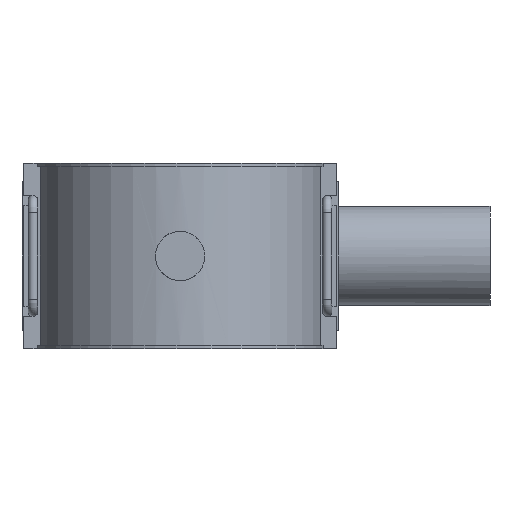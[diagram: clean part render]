
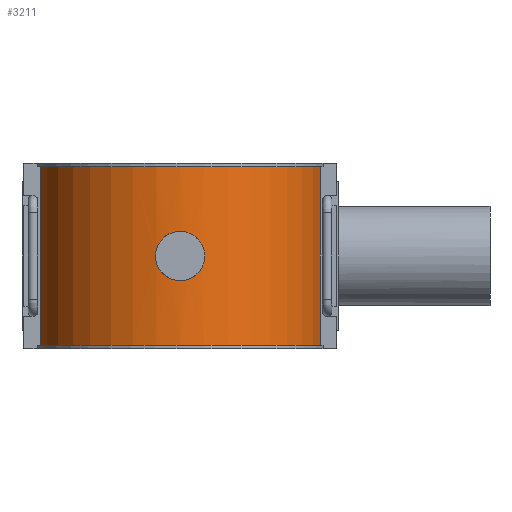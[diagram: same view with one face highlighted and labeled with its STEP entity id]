
A CAD part, front view. The second image highlights one B-rep face of the part: STEP entity #3211.
In plain terms, the highlighted cylindrical face has radius 91.2 mm (diameter 182.4 mm), a partial arc.
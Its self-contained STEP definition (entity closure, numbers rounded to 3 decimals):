
#248=LINE('',#5858,#533);
#249=LINE('',#5861,#534);
#533=VECTOR('',#4149,113.28);
#534=VECTOR('',#4152,113.28);
#761=FACE_BOUND('',#1176,.T.);
#815=B_SPLINE_CURVE_WITH_KNOTS('',3,(#5863,#5864,#5865,#5866,#5867,#5868,
#5869,#5870,#5871,#5872,#5873,#5874,#5875,#5876,#5877,#5878,#5879,#5880,
#5881,#5882,#5883,#5884,#5885,#5886,#5887,#5888,#5889,#5890,#5891,#5892,
#5893,#5894,#5895,#5896,#5897,#5898,#5899,#5900,#5901,#5902,#5903,#5904,
#5905,#5906,#5907,#5908,#5909,#5910,#5911,#5912,#5913,#5914,#5915,#5916,
#5917,#5918,#5919,#5920,#5921,#5922,#5923,#5924,#5925,#5926,#5927,#5928),
 .UNSPECIFIED.,.T.,.F.,(4,2,2,2,2,2,2,2,2,2,2,2,2,2,2,2,2,2,2,2,2,2,2,2,
2,2,2,2,2,2,2,2,4),(0.,0.296,0.592,0.888,
1.184,1.48,1.776,2.072,2.368,
2.664,2.96,3.255,3.551,3.847,
4.143,4.439,4.735,5.031,5.327,
5.623,5.919,6.215,6.511,6.807,
7.103,7.399,7.695,7.991,8.287,
8.583,8.879,9.175,9.471),
 .UNSPECIFIED.);
#953=FACE_OUTER_BOUND('',#1175,.T.);
#1175=EDGE_LOOP('',(#2710,#2711,#2712,#2713));
#1176=EDGE_LOOP('',(#2714));
#1318=CIRCLE('',#3463,91.2);
#1319=CIRCLE('',#3464,91.2);
#1581=VERTEX_POINT('',#5854);
#1582=VERTEX_POINT('',#5855);
#1583=VERTEX_POINT('',#5857);
#1584=VERTEX_POINT('',#5859);
#1585=VERTEX_POINT('',#5862);
#1981=EDGE_CURVE('',#1581,#1582,#1318,.T.);
#1982=EDGE_CURVE('',#1582,#1583,#248,.T.);
#1983=EDGE_CURVE('',#1583,#1584,#1319,.T.);
#1984=EDGE_CURVE('',#1581,#1584,#249,.T.);
#1985=EDGE_CURVE('',#1585,#1585,#815,.T.);
#2710=ORIENTED_EDGE('',*,*,#1981,.T.);
#2711=ORIENTED_EDGE('',*,*,#1982,.T.);
#2712=ORIENTED_EDGE('',*,*,#1983,.T.);
#2713=ORIENTED_EDGE('',*,*,#1984,.F.);
#2714=ORIENTED_EDGE('',*,*,#1985,.T.);
#3070=CYLINDRICAL_SURFACE('',#3462,91.2);
#3211=ADVANCED_FACE('',(#953,#761),#3070,.T.);
#3462=AXIS2_PLACEMENT_3D('',#5853,#4145,#4146);
#3463=AXIS2_PLACEMENT_3D('',#5856,#4147,#4148);
#3464=AXIS2_PLACEMENT_3D('',#5860,#4150,#4151);
#4145=DIRECTION('center_axis',(0.,0.,1.));
#4146=DIRECTION('ref_axis',(1.,0.,0.));
#4147=DIRECTION('center_axis',(0.,0.,1.));
#4148=DIRECTION('ref_axis',(1.,0.,0.));
#4149=DIRECTION('',(0.,0.,1.));
#4150=DIRECTION('center_axis',(0.,0.,-1.));
#4151=DIRECTION('ref_axis',(1.,0.,0.));
#4152=DIRECTION('',(0.,0.,1.));
#5853=CARTESIAN_POINT('Origin',(0.,0.,0.));
#5854=CARTESIAN_POINT('',(-88.98,-20.,-56.64));
#5855=CARTESIAN_POINT('',(88.98,-20.,-56.64));
#5856=CARTESIAN_POINT('Origin',(0.,0.,-56.64));
#5857=CARTESIAN_POINT('',(88.98,-20.,56.64));
#5858=CARTESIAN_POINT('',(88.98,-20.,0.));
#5859=CARTESIAN_POINT('',(-88.98,-20.,56.64));
#5860=CARTESIAN_POINT('Origin',(0.,0.,56.64));
#5861=CARTESIAN_POINT('',(-88.98,-20.,0.));
#5862=CARTESIAN_POINT('',(15.68,-89.842,0.));
#5863=CARTESIAN_POINT('Ctrl Pts',(15.68,-89.842,0.));
#5864=CARTESIAN_POINT('Ctrl Pts',(15.68,-89.842,-0.987));
#5865=CARTESIAN_POINT('Ctrl Pts',(15.585,-89.859,-2.006));
#5866=CARTESIAN_POINT('Ctrl Pts',(15.188,-89.927,-4.033));
#5867=CARTESIAN_POINT('Ctrl Pts',(14.885,-89.978,-5.04));
#5868=CARTESIAN_POINT('Ctrl Pts',(14.084,-90.107,-6.971));
#5869=CARTESIAN_POINT('Ctrl Pts',(13.586,-90.184,-7.897));
#5870=CARTESIAN_POINT('Ctrl Pts',(12.435,-90.35,-9.607));
#5871=CARTESIAN_POINT('Ctrl Pts',(11.782,-90.438,-10.392));
#5872=CARTESIAN_POINT('Ctrl Pts',(10.392,-90.609,-11.782));
#5873=CARTESIAN_POINT('Ctrl Pts',(9.607,-90.697,-12.435));
#5874=CARTESIAN_POINT('Ctrl Pts',(7.897,-90.862,-13.586));
#5875=CARTESIAN_POINT('Ctrl Pts',(6.971,-90.938,-14.084));
#5876=CARTESIAN_POINT('Ctrl Pts',(5.04,-91.066,-14.885));
#5877=CARTESIAN_POINT('Ctrl Pts',(4.033,-91.116,-15.188));
#5878=CARTESIAN_POINT('Ctrl Pts',(2.006,-91.184,-15.585));
#5879=CARTESIAN_POINT('Ctrl Pts',(0.987,-91.2,-15.68));
#5880=CARTESIAN_POINT('Ctrl Pts',(-0.987,-91.2,-15.68));
#5881=CARTESIAN_POINT('Ctrl Pts',(-2.006,-91.184,-15.585));
#5882=CARTESIAN_POINT('Ctrl Pts',(-4.033,-91.116,-15.188));
#5883=CARTESIAN_POINT('Ctrl Pts',(-5.04,-91.066,-14.885));
#5884=CARTESIAN_POINT('Ctrl Pts',(-6.971,-90.938,-14.084));
#5885=CARTESIAN_POINT('Ctrl Pts',(-7.897,-90.862,-13.586));
#5886=CARTESIAN_POINT('Ctrl Pts',(-9.607,-90.697,-12.435));
#5887=CARTESIAN_POINT('Ctrl Pts',(-10.392,-90.609,-11.782));
#5888=CARTESIAN_POINT('Ctrl Pts',(-11.782,-90.438,-10.392));
#5889=CARTESIAN_POINT('Ctrl Pts',(-12.435,-90.35,-9.607));
#5890=CARTESIAN_POINT('Ctrl Pts',(-13.586,-90.184,-7.897));
#5891=CARTESIAN_POINT('Ctrl Pts',(-14.084,-90.107,-6.971));
#5892=CARTESIAN_POINT('Ctrl Pts',(-14.885,-89.978,-5.04));
#5893=CARTESIAN_POINT('Ctrl Pts',(-15.188,-89.927,-4.033));
#5894=CARTESIAN_POINT('Ctrl Pts',(-15.585,-89.859,-2.006));
#5895=CARTESIAN_POINT('Ctrl Pts',(-15.68,-89.842,-0.987));
#5896=CARTESIAN_POINT('Ctrl Pts',(-15.68,-89.842,0.987));
#5897=CARTESIAN_POINT('Ctrl Pts',(-15.585,-89.859,2.006));
#5898=CARTESIAN_POINT('Ctrl Pts',(-15.188,-89.927,4.033));
#5899=CARTESIAN_POINT('Ctrl Pts',(-14.885,-89.978,5.04));
#5900=CARTESIAN_POINT('Ctrl Pts',(-14.084,-90.107,6.971));
#5901=CARTESIAN_POINT('Ctrl Pts',(-13.586,-90.184,7.897));
#5902=CARTESIAN_POINT('Ctrl Pts',(-12.435,-90.35,9.607));
#5903=CARTESIAN_POINT('Ctrl Pts',(-11.782,-90.438,10.392));
#5904=CARTESIAN_POINT('Ctrl Pts',(-10.392,-90.609,11.782));
#5905=CARTESIAN_POINT('Ctrl Pts',(-9.607,-90.697,12.435));
#5906=CARTESIAN_POINT('Ctrl Pts',(-7.897,-90.862,13.586));
#5907=CARTESIAN_POINT('Ctrl Pts',(-6.971,-90.938,14.084));
#5908=CARTESIAN_POINT('Ctrl Pts',(-5.04,-91.066,14.885));
#5909=CARTESIAN_POINT('Ctrl Pts',(-4.033,-91.116,15.188));
#5910=CARTESIAN_POINT('Ctrl Pts',(-2.006,-91.184,15.585));
#5911=CARTESIAN_POINT('Ctrl Pts',(-0.987,-91.2,15.68));
#5912=CARTESIAN_POINT('Ctrl Pts',(0.987,-91.2,15.68));
#5913=CARTESIAN_POINT('Ctrl Pts',(2.006,-91.184,15.585));
#5914=CARTESIAN_POINT('Ctrl Pts',(4.033,-91.116,15.188));
#5915=CARTESIAN_POINT('Ctrl Pts',(5.04,-91.066,14.885));
#5916=CARTESIAN_POINT('Ctrl Pts',(6.971,-90.938,14.084));
#5917=CARTESIAN_POINT('Ctrl Pts',(7.897,-90.862,13.586));
#5918=CARTESIAN_POINT('Ctrl Pts',(9.607,-90.697,12.435));
#5919=CARTESIAN_POINT('Ctrl Pts',(10.392,-90.609,11.782));
#5920=CARTESIAN_POINT('Ctrl Pts',(11.782,-90.438,10.392));
#5921=CARTESIAN_POINT('Ctrl Pts',(12.435,-90.35,9.607));
#5922=CARTESIAN_POINT('Ctrl Pts',(13.586,-90.184,7.897));
#5923=CARTESIAN_POINT('Ctrl Pts',(14.084,-90.107,6.971));
#5924=CARTESIAN_POINT('Ctrl Pts',(14.885,-89.978,5.04));
#5925=CARTESIAN_POINT('Ctrl Pts',(15.188,-89.927,4.033));
#5926=CARTESIAN_POINT('Ctrl Pts',(15.585,-89.859,2.006));
#5927=CARTESIAN_POINT('Ctrl Pts',(15.68,-89.842,0.987));
#5928=CARTESIAN_POINT('Ctrl Pts',(15.68,-89.842,0.));
